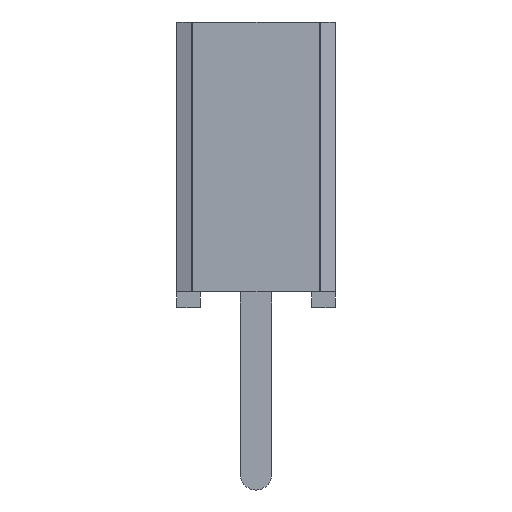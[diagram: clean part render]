
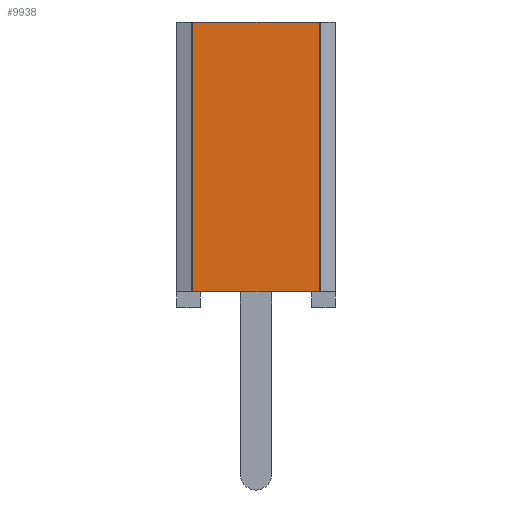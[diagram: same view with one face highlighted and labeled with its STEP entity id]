
A CAD part, left-side view. The second image highlights one B-rep face of the part: STEP entity #9938.
In plain terms, the highlighted planar face has unit normal (-1, 0, 0).
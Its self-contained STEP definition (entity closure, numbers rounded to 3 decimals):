
#9938 = ADVANCED_FACE('',(#9939),#9973,.F.);
#9939 = FACE_BOUND('',#9940,.T.);
#9940 = EDGE_LOOP('',(#9941,#9951,#9959,#9967));
#9941 = ORIENTED_EDGE('',*,*,#9942,.T.);
#9942 = EDGE_CURVE('',#9943,#9945,#9947,.T.);
#9943 = VERTEX_POINT('',#9944);
#9944 = CARTESIAN_POINT('',(-27.419,1.026,4.572));
#9945 = VERTEX_POINT('',#9946);
#9946 = CARTESIAN_POINT('',(-27.419,1.026,0.254));
#9947 = LINE('',#9948,#9949);
#9948 = CARTESIAN_POINT('',(-27.419,1.026,4.572));
#9949 = VECTOR('',#9950,1.);
#9950 = DIRECTION('',(0.,0.,-1.));
#9951 = ORIENTED_EDGE('',*,*,#9952,.T.);
#9952 = EDGE_CURVE('',#9945,#9953,#9955,.T.);
#9953 = VERTEX_POINT('',#9954);
#9954 = CARTESIAN_POINT('',(-27.419,-1.026,0.254));
#9955 = LINE('',#9956,#9957);
#9956 = CARTESIAN_POINT('',(-27.419,0.889,0.254));
#9957 = VECTOR('',#9958,1.);
#9958 = DIRECTION('',(0.,-1.,0.));
#9959 = ORIENTED_EDGE('',*,*,#9960,.T.);
#9960 = EDGE_CURVE('',#9953,#9961,#9963,.T.);
#9961 = VERTEX_POINT('',#9962);
#9962 = CARTESIAN_POINT('',(-27.419,-1.026,4.572));
#9963 = LINE('',#9964,#9965);
#9964 = CARTESIAN_POINT('',(-27.419,-1.026,4.572));
#9965 = VECTOR('',#9966,1.);
#9966 = DIRECTION('',(0.,0.,1.));
#9967 = ORIENTED_EDGE('',*,*,#9968,.F.);
#9968 = EDGE_CURVE('',#9943,#9961,#9969,.T.);
#9969 = LINE('',#9970,#9971);
#9970 = CARTESIAN_POINT('',(-27.419,1.27,4.572));
#9971 = VECTOR('',#9972,1.);
#9972 = DIRECTION('',(0.,-1.,0.));
#9973 = PLANE('',#9974);
#9974 = AXIS2_PLACEMENT_3D('',#9975,#9976,#9977);
#9975 = CARTESIAN_POINT('',(-27.419,1.27,4.572));
#9976 = DIRECTION('',(1.,0.,0.));
#9977 = DIRECTION('',(0.,1.,0.));
